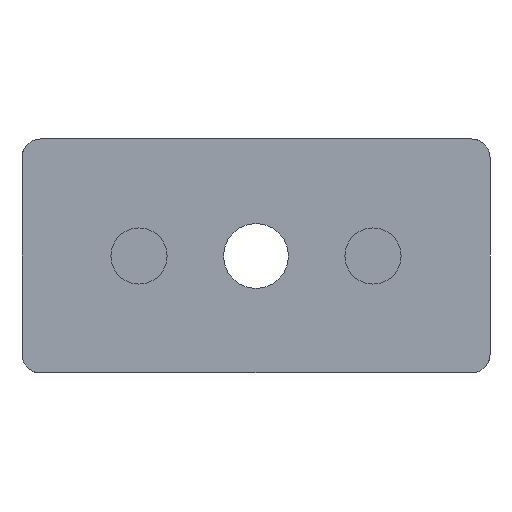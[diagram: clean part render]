
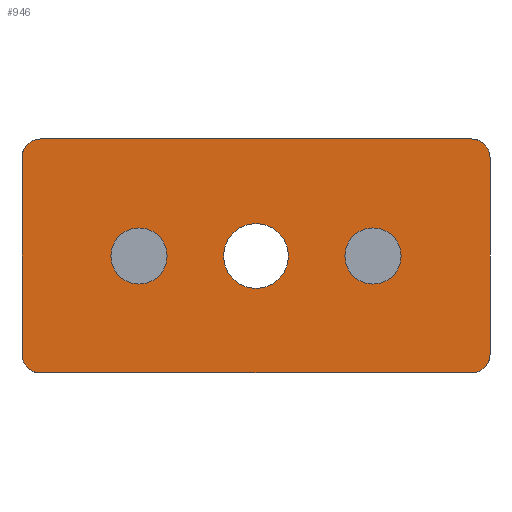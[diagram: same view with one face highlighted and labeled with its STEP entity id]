
A CAD part, front view. The second image highlights one B-rep face of the part: STEP entity #946.
In plain terms, the highlighted planar face has unit normal (0, -1, 0).
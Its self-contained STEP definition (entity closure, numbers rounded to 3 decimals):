
#1 = DIRECTION ( 'NONE',  ( 0., 0., -1. ) ) ;
#15 = EDGE_CURVE ( 'NONE', #308, #1106, #917, .T. ) ;
#31 = CARTESIAN_POINT ( 'NONE',  ( 0., 0., 0. ) ) ;
#45 = VECTOR ( 'NONE', #74, 1000. ) ;
#53 = CARTESIAN_POINT ( 'NONE',  ( -25., 0., -6. ) ) ;
#67 = CIRCLE ( 'NONE', #457, 6.918 ) ;
#74 = DIRECTION ( 'NONE',  ( 0., 0., 1. ) ) ;
#75 = ORIENTED_EDGE ( 'NONE', *, *, #241, .F. ) ;
#77 = VERTEX_POINT ( 'NONE', #53 ) ;
#82 = VERTEX_POINT ( 'NONE', #1053 ) ;
#109 = DIRECTION ( 'NONE',  ( 0., 1., 0. ) ) ;
#115 = CIRCLE ( 'NONE', #356, 4. ) ;
#121 = EDGE_LOOP ( 'NONE', ( #524, #1271 ) ) ;
#122 = VERTEX_POINT ( 'NONE', #1072 ) ;
#146 = EDGE_CURVE ( 'NONE', #511, #871, #67, .T. ) ;
#157 = VECTOR ( 'NONE', #1041, 1000. ) ;
#182 = DIRECTION ( 'NONE',  ( 1., 0., 0. ) ) ;
#200 = CARTESIAN_POINT ( 'NONE',  ( 25., 0., 6. ) ) ;
#212 = VERTEX_POINT ( 'NONE', #878 ) ;
#216 = EDGE_LOOP ( 'NONE', ( #243, #543, #428, #700, #1210, #1289, #319, #75 ) ) ;
#217 = EDGE_CURVE ( 'NONE', #1106, #82, #519, .T. ) ;
#222 = CARTESIAN_POINT ( 'NONE',  ( -46., 0., 25. ) ) ;
#228 = FACE_OUTER_BOUND ( 'NONE', #216, .T. ) ;
#240 = DIRECTION ( 'NONE',  ( 0., 0., -1. ) ) ;
#241 = EDGE_CURVE ( 'NONE', #407, #212, #115, .T. ) ;
#243 = ORIENTED_EDGE ( 'NONE', *, *, #1124, .F. ) ;
#251 = EDGE_CURVE ( 'NONE', #77, #296, #975, .T. ) ;
#266 = EDGE_CURVE ( 'NONE', #296, #77, #267, .T. ) ;
#267 = CIRCLE ( 'NONE', #960, 6. ) ;
#296 = VERTEX_POINT ( 'NONE', #1020 ) ;
#305 = AXIS2_PLACEMENT_3D ( 'NONE', #941, #447, #240 ) ;
#308 = VERTEX_POINT ( 'NONE', #907 ) ;
#318 = DIRECTION ( 'NONE',  ( 0., 0., -1. ) ) ;
#319 = ORIENTED_EDGE ( 'NONE', *, *, #840, .F. ) ;
#330 = DIRECTION ( 'NONE',  ( 0., -1., 0. ) ) ;
#331 = EDGE_CURVE ( 'NONE', #574, #409, #344, .T. ) ;
#344 = CIRCLE ( 'NONE', #1108, 4. ) ;
#356 = AXIS2_PLACEMENT_3D ( 'NONE', #900, #895, #1 ) ;
#369 = PLANE ( 'NONE',  #979 ) ;
#375 = CARTESIAN_POINT ( 'NONE',  ( 0., 0., 25. ) ) ;
#377 = EDGE_CURVE ( 'NONE', #871, #511, #684, .T. ) ;
#387 = EDGE_LOOP ( 'NONE', ( #678, #1274 ) ) ;
#392 = CARTESIAN_POINT ( 'NONE',  ( 25., 0., 0. ) ) ;
#407 = VERTEX_POINT ( 'NONE', #421 ) ;
#409 = VERTEX_POINT ( 'NONE', #222 ) ;
#410 = CARTESIAN_POINT ( 'NONE',  ( -25., 0., 0. ) ) ;
#414 = CIRCLE ( 'NONE', #305, 6. ) ;
#416 = DIRECTION ( 'NONE',  ( 0., 0., -1. ) ) ;
#421 = CARTESIAN_POINT ( 'NONE',  ( -46., 0., -25. ) ) ;
#428 = ORIENTED_EDGE ( 'NONE', *, *, #217, .F. ) ;
#430 = AXIS2_PLACEMENT_3D ( 'NONE', #410, #808, #803 ) ;
#434 = ORIENTED_EDGE ( 'NONE', *, *, #1085, .F. ) ;
#447 = DIRECTION ( 'NONE',  ( 0., -1., 0. ) ) ;
#457 = AXIS2_PLACEMENT_3D ( 'NONE', #1193, #976, #781 ) ;
#477 = CARTESIAN_POINT ( 'NONE',  ( 50., 0., 0. ) ) ;
#493 = EDGE_CURVE ( 'NONE', #1067, #1173, #414, .T. ) ;
#496 = CARTESIAN_POINT ( 'NONE',  ( -46., 0., 21. ) ) ;
#500 = DIRECTION ( 'NONE',  ( 0., -1., 0. ) ) ;
#510 = CARTESIAN_POINT ( 'NONE',  ( -25., 0., 0. ) ) ;
#511 = VERTEX_POINT ( 'NONE', #711 ) ;
#519 = LINE ( 'NONE', #477, #1079 ) ;
#524 = ORIENTED_EDGE ( 'NONE', *, *, #377, .F. ) ;
#543 = ORIENTED_EDGE ( 'NONE', *, *, #985, .F. ) ;
#574 = VERTEX_POINT ( 'NONE', #924 ) ;
#597 = AXIS2_PLACEMENT_3D ( 'NONE', #392, #1029, #728 ) ;
#612 = AXIS2_PLACEMENT_3D ( 'NONE', #1140, #825, #1149 ) ;
#628 = LINE ( 'NONE', #972, #45 ) ;
#659 = CARTESIAN_POINT ( 'NONE',  ( 0., 0., 0. ) ) ;
#678 = ORIENTED_EDGE ( 'NONE', *, *, #251, .F. ) ;
#684 = CIRCLE ( 'NONE', #913, 6.918 ) ;
#696 = LINE ( 'NONE', #375, #1104 ) ;
#697 = CARTESIAN_POINT ( 'NONE',  ( 46., 0., -21. ) ) ;
#700 = ORIENTED_EDGE ( 'NONE', *, *, #15, .F. ) ;
#710 = ORIENTED_EDGE ( 'NONE', *, *, #493, .F. ) ;
#711 = CARTESIAN_POINT ( 'NONE',  ( 0., 0., 6.918 ) ) ;
#719 = CIRCLE ( 'NONE', #597, 6. ) ;
#728 = DIRECTION ( 'NONE',  ( 0., 0., -1. ) ) ;
#763 = CARTESIAN_POINT ( 'NONE',  ( 25., 0., -6. ) ) ;
#781 = DIRECTION ( 'NONE',  ( 0., 0., -1. ) ) ;
#799 = DIRECTION ( 'NONE',  ( 0., 1., 0. ) ) ;
#803 = DIRECTION ( 'NONE',  ( 0., 0., -1. ) ) ;
#806 = FACE_BOUND ( 'NONE', #387, .T. ) ;
#808 = DIRECTION ( 'NONE',  ( 0., -1., 0. ) ) ;
#825 = DIRECTION ( 'NONE',  ( 0., 1., 0. ) ) ;
#840 = EDGE_CURVE ( 'NONE', #212, #574, #628, .T. ) ;
#847 = EDGE_CURVE ( 'NONE', #409, #308, #696, .T. ) ;
#871 = VERTEX_POINT ( 'NONE', #874 ) ;
#874 = CARTESIAN_POINT ( 'NONE',  ( 0., 0., -6.917 ) ) ;
#875 = DIRECTION ( 'NONE',  ( 0., 0., -1. ) ) ;
#878 = CARTESIAN_POINT ( 'NONE',  ( -50., 0., -21. ) ) ;
#895 = DIRECTION ( 'NONE',  ( 0., 1., 0. ) ) ;
#900 = CARTESIAN_POINT ( 'NONE',  ( -46., 0., -21. ) ) ;
#907 = CARTESIAN_POINT ( 'NONE',  ( 46., 0., 25. ) ) ;
#913 = AXIS2_PLACEMENT_3D ( 'NONE', #31, #330, #318 ) ;
#917 = CIRCLE ( 'NONE', #612, 4. ) ;
#924 = CARTESIAN_POINT ( 'NONE',  ( -50., 0., 21. ) ) ;
#941 = CARTESIAN_POINT ( 'NONE',  ( 25., 0., 0. ) ) ;
#946 = ADVANCED_FACE ( 'NONE', ( #984, #228, #1119, #806 ), #369, .F. ) ;
#950 = CARTESIAN_POINT ( 'NONE',  ( 50., 0., 21. ) ) ;
#960 = AXIS2_PLACEMENT_3D ( 'NONE', #510, #500, #1016 ) ;
#972 = CARTESIAN_POINT ( 'NONE',  ( -50., 0., 0. ) ) ;
#975 = CIRCLE ( 'NONE', #430, 6. ) ;
#976 = DIRECTION ( 'NONE',  ( 0., -1., 0. ) ) ;
#979 = AXIS2_PLACEMENT_3D ( 'NONE', #659, #989, #1084 ) ;
#984 = FACE_BOUND ( 'NONE', #121, .T. ) ;
#985 = EDGE_CURVE ( 'NONE', #82, #122, #1001, .T. ) ;
#989 = DIRECTION ( 'NONE',  ( 0., 1., 0. ) ) ;
#1001 = CIRCLE ( 'NONE', #1051, 4. ) ;
#1008 = DIRECTION ( 'NONE',  ( 1., 0., 0. ) ) ;
#1016 = DIRECTION ( 'NONE',  ( 0., 0., -1. ) ) ;
#1020 = CARTESIAN_POINT ( 'NONE',  ( -25., 0., 6. ) ) ;
#1029 = DIRECTION ( 'NONE',  ( 0., -1., 0. ) ) ;
#1041 = DIRECTION ( 'NONE',  ( -1., 0., 0. ) ) ;
#1051 = AXIS2_PLACEMENT_3D ( 'NONE', #697, #109, #1008 ) ;
#1053 = CARTESIAN_POINT ( 'NONE',  ( 50., 0., -21. ) ) ;
#1059 = CARTESIAN_POINT ( 'NONE',  ( 0., 0., -25. ) ) ;
#1067 = VERTEX_POINT ( 'NONE', #200 ) ;
#1072 = CARTESIAN_POINT ( 'NONE',  ( 46., 0., -25. ) ) ;
#1079 = VECTOR ( 'NONE', #875, 1000. ) ;
#1084 = DIRECTION ( 'NONE',  ( 0., 0., 1. ) ) ;
#1085 = EDGE_CURVE ( 'NONE', #1173, #1067, #719, .T. ) ;
#1104 = VECTOR ( 'NONE', #182, 1000. ) ;
#1106 = VERTEX_POINT ( 'NONE', #950 ) ;
#1108 = AXIS2_PLACEMENT_3D ( 'NONE', #496, #799, #416 ) ;
#1119 = FACE_BOUND ( 'NONE', #1162, .T. ) ;
#1124 = EDGE_CURVE ( 'NONE', #122, #407, #1237, .T. ) ;
#1140 = CARTESIAN_POINT ( 'NONE',  ( 46., 0., 21. ) ) ;
#1149 = DIRECTION ( 'NONE',  ( 1., 0., 0. ) ) ;
#1162 = EDGE_LOOP ( 'NONE', ( #434, #710 ) ) ;
#1173 = VERTEX_POINT ( 'NONE', #763 ) ;
#1193 = CARTESIAN_POINT ( 'NONE',  ( 0., 0., 0. ) ) ;
#1210 = ORIENTED_EDGE ( 'NONE', *, *, #847, .F. ) ;
#1237 = LINE ( 'NONE', #1059, #157 ) ;
#1271 = ORIENTED_EDGE ( 'NONE', *, *, #146, .F. ) ;
#1274 = ORIENTED_EDGE ( 'NONE', *, *, #266, .F. ) ;
#1289 = ORIENTED_EDGE ( 'NONE', *, *, #331, .F. ) ;
